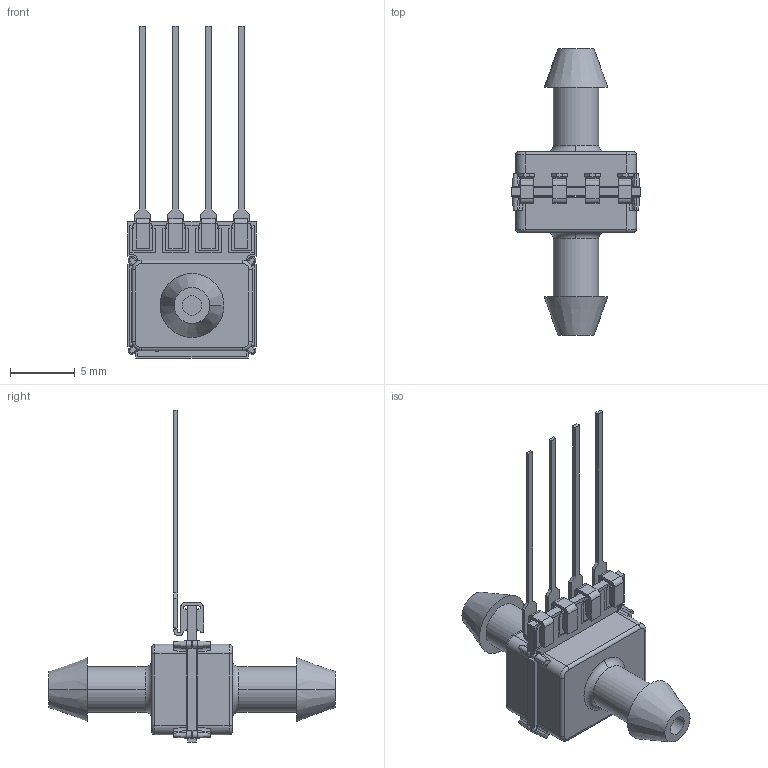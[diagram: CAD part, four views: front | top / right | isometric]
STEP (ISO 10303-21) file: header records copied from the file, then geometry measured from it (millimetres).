
FILE_DESCRIPTION (( 'STEP AP203' ), '1' );
FILE_NAME ('HAAF.STEP', '2020-01-31T18:15:29', ( '' ), ( '' ), 'SwSTEP 2.0', 'SolidWorks 2010', '' );
FILE_SCHEMA (( 'CONFIG_CONTROL_DESIGN' ));
Length unit declared in the file: inch
Products named in the file (4): ceramic-SIP; AS01-01-045 Rev A; HAAF; AS01-06-022 SIL for ELV
Assembly tree (7 placements, depth 2):
  HAAF
    AS01-06-022 SIL for ELV  x4
    AS01-01-045 Rev A  x2
    ceramic-SIP
Bounding box: 9.9 x 22.14 x 25.62 mm (x, y, z)
Volume: 433.6 mm3; surface area: 1581.6 mm2
Topology: 15 solids, 15 shells, 576 faces, 1510 edges, 984 vertices
Faces by surface type: plane 344, cylinder 148, torus 36, cone 32, bspline 16
Entity records: 11445 total; most frequent: CARTESIAN_POINT 2179, DIRECTION 1823, ORIENTED_EDGE 1822, EDGE_CURVE 911, LINE 639, VECTOR 639, VERTEX_POINT 596, AXIS2_PLACEMENT_3D 592
